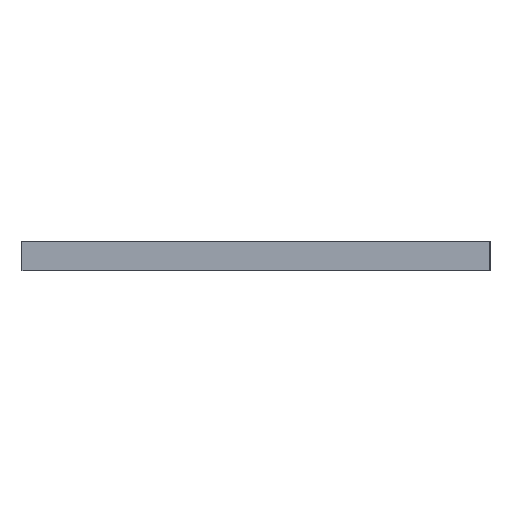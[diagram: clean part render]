
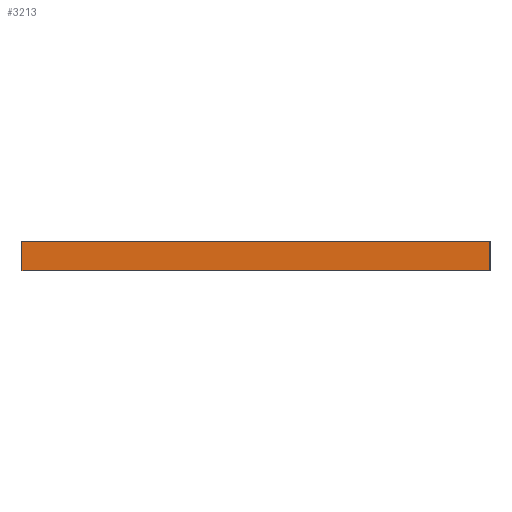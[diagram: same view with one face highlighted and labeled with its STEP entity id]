
A CAD part, left-side view. The second image highlights one B-rep face of the part: STEP entity #3213.
In plain terms, the highlighted planar face has unit normal (-1, 0, 0).
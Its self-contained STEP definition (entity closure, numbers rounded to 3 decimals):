
#277=DIRECTION('',(0.,-1.,0.));
#278=VECTOR('',#277,100.);
#279=CARTESIAN_POINT('',(0.,100.,0.));
#280=LINE('',#279,#278);
#793=DIRECTION('',(0.,-1.,0.));
#794=VECTOR('',#793,100.);
#795=CARTESIAN_POINT('',(0.,100.,6.35));
#796=LINE('',#795,#794);
#1245=DIRECTION('',(0.,0.,1.));
#1246=VECTOR('',#1245,6.35);
#1247=CARTESIAN_POINT('',(0.,0.,0.));
#1248=LINE('',#1247,#1246);
#1249=DIRECTION('',(0.,0.,1.));
#1250=VECTOR('',#1249,6.35);
#1251=CARTESIAN_POINT('',(0.,100.,0.));
#1252=LINE('',#1251,#1250);
#1449=CARTESIAN_POINT('',(0.,0.,0.));
#1451=VERTEX_POINT('',#1449);
#1455=CARTESIAN_POINT('',(0.,100.,0.));
#1456=VERTEX_POINT('',#1455);
#1457=CARTESIAN_POINT('',(0.,0.,6.35));
#1459=VERTEX_POINT('',#1457);
#1463=CARTESIAN_POINT('',(0.,100.,6.35));
#1464=VERTEX_POINT('',#1463);
#3201=CARTESIAN_POINT('',(0.,100.,0.));
#3202=DIRECTION('',(-1.,0.,0.));
#3203=DIRECTION('',(0.,-1.,0.));
#3204=AXIS2_PLACEMENT_3D('',#3201,#3202,#3203);
#3205=PLANE('',#3204);
#3206=ORIENTED_EDGE('',*,*,#1892,.F.);
#3208=ORIENTED_EDGE('',*,*,#3207,.T.);
#3209=ORIENTED_EDGE('',*,*,#2231,.T.);
#3210=ORIENTED_EDGE('',*,*,#3193,.F.);
#3211=EDGE_LOOP('',(#3206,#3208,#3209,#3210));
#3212=FACE_OUTER_BOUND('',#3211,.F.);
#3213=ADVANCED_FACE('',(#3212),#3205,.T.);
#1892=EDGE_CURVE('',#1456,#1451,#280,.T.);
#2231=EDGE_CURVE('',#1464,#1459,#796,.T.);
#3193=EDGE_CURVE('',#1451,#1459,#1248,.T.);
#3207=EDGE_CURVE('',#1456,#1464,#1252,.T.);
